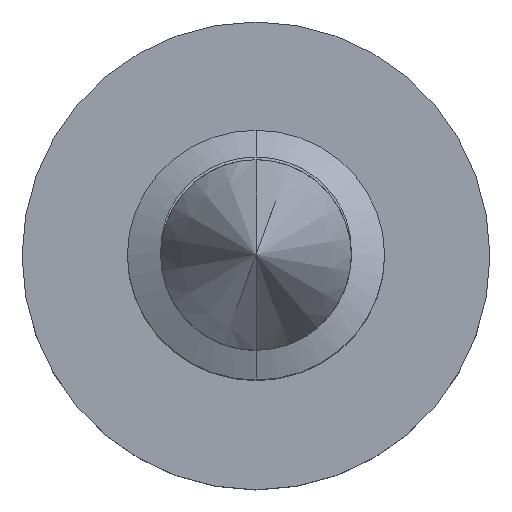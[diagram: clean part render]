
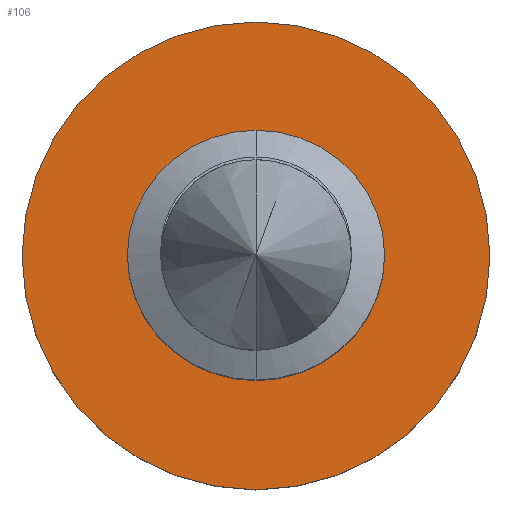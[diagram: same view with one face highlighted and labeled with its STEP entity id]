
A CAD part, top view. The second image highlights one B-rep face of the part: STEP entity #106.
In plain terms, the highlighted planar face has unit normal (0, 0, 1).
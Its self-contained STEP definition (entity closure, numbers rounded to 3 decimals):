
#106=ADVANCED_FACE('',(#231,#232),#233,.T.);
#231=FACE_BOUND('',#360,.T.);
#232=FACE_OUTER_BOUND('',#361,.T.);
#233=PLANE('',#362);
#360=EDGE_LOOP('',(#855,#856,#857));
#361=EDGE_LOOP('',(#858,#859));
#362=AXIS2_PLACEMENT_3D('',#860,#861,#862);
#855=ORIENTED_EDGE('',*,*,#1047,.F.);
#856=ORIENTED_EDGE('',*,*,#1048,.F.);
#857=ORIENTED_EDGE('',*,*,#897,.F.);
#858=ORIENTED_EDGE('',*,*,#904,.T.);
#859=ORIENTED_EDGE('',*,*,#1046,.T.);
#860=CARTESIAN_POINT('',(0.,1.458,1.6));
#861=DIRECTION('',(0.,0.,1.0));
#862=DIRECTION('',(0.,1.0,0.));
#897=EDGE_CURVE('',#1068,#1070,#1071,.T.);
#904=EDGE_CURVE('',#1076,#1082,#1084,.T.);
#1046=EDGE_CURVE('',#1082,#1076,#1310,.T.);
#1047=EDGE_CURVE('',#1311,#1068,#1312,.T.);
#1048=EDGE_CURVE('',#1070,#1311,#1313,.T.);
#1068=VERTEX_POINT('',#1346);
#1070=VERTEX_POINT('',#1348);
#1071=CIRCLE('',#1349,0.915);
#1076=VERTEX_POINT('',#1354);
#1082=VERTEX_POINT('',#1361);
#1084=CIRCLE('',#1364,2.0);
#1310=CIRCLE('',#1815,2.0);
#1311=VERTEX_POINT('',#1816);
#1312=CIRCLE('',#1817,0.915);
#1313=CIRCLE('',#1818,0.915);
#1346=CARTESIAN_POINT('',(-0.915,0.,1.6));
#1348=CARTESIAN_POINT('',(0.915,0.,1.6));
#1349=AXIS2_PLACEMENT_3D('',#1839,#1840,#1841);
#1354=CARTESIAN_POINT('',(0.,2.0,1.6));
#1361=CARTESIAN_POINT('',(0.,-2.0,1.6));
#1364=AXIS2_PLACEMENT_3D('',#1856,#1857,#1858);
#1815=AXIS2_PLACEMENT_3D('',#2117,#2118,#2119);
#1816=CARTESIAN_POINT('',(0.,0.915,1.6));
#1817=AXIS2_PLACEMENT_3D('',#2120,#2121,#2122);
#1818=AXIS2_PLACEMENT_3D('',#2123,#2124,#2125);
#1839=CARTESIAN_POINT('',(0.,0.0,1.6));
#1840=DIRECTION('',(0.,-0.0,1.0));
#1841=DIRECTION('',(0.0,1.0,0.0));
#1856=CARTESIAN_POINT('',(0.,0.0,1.6));
#1857=DIRECTION('',(0.,-0.0,1.0));
#1858=DIRECTION('',(0.0,1.0,0.0));
#2117=CARTESIAN_POINT('',(0.,0.0,1.6));
#2118=DIRECTION('',(0.,-0.0,1.0));
#2119=DIRECTION('',(0.0,1.0,0.0));
#2120=CARTESIAN_POINT('',(0.,0.0,1.6));
#2121=DIRECTION('',(0.,-0.0,1.0));
#2122=DIRECTION('',(0.0,1.0,0.0));
#2123=CARTESIAN_POINT('',(0.,0.0,1.6));
#2124=DIRECTION('',(0.,-0.0,1.0));
#2125=DIRECTION('',(0.0,1.0,0.0));
